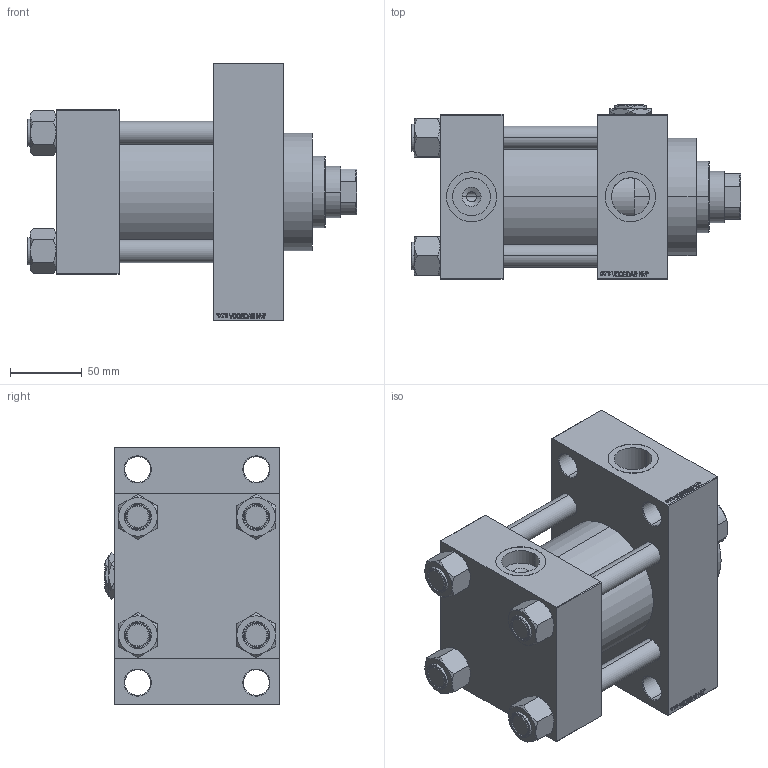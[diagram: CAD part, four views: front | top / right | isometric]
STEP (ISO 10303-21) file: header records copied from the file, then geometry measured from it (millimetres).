
FILE_DESCRIPTION (( 'STEP AP203' ), '1' );
FILE_NAME ('ca02.STEP', '2024-06-05T13:15:04', ( '' ), ( '' ), 'SwSTEP 2.0', 'SolidWorks 2019', '' );
FILE_SCHEMA (( 'CONFIG_CONTROL_DESIGN' ));
Length unit declared in the file: millimetre
Products named in the file (7): V215CD_D_Body 99f379890b9f160039af36ead68816ba; Zatka_pro_OIL_PORT 99f379890b9f160039af36ead68816ba; V215CD_NUT_M5_D 99f379890b9f160039af36ead68816ba; ca02; V215CD_VC_A 99f379890b9f160039af36ead68816ba; V215CD_D_TYCINKA 99f379890b9f160039af36ead68816ba; V215CD_VCP_D 99f379890b9f160039af36ead68816ba
Assembly tree (12 placements, depth 2):
  ca02
    V215CD_D_Body 99f379890b9f160039af36ead68816ba
    V215CD_VC_A 99f379890b9f160039af36ead68816ba
    V215CD_VCP_D 99f379890b9f160039af36ead68816ba
    V215CD_D_TYCINKA 99f379890b9f160039af36ead68816ba  x4
    V215CD_NUT_M5_D 99f379890b9f160039af36ead68816ba  x4
    Zatka_pro_OIL_PORT 99f379890b9f160039af36ead68816ba
Bounding box: 230 x 122 x 180 mm (x, y, z)
Volume: 1969336.2 mm3; surface area: 299518.5 mm2
Topology: 12 solids, 12 shells, 1199 faces, 3017 edges, 1955 vertices
Faces by surface type: plane 569, bspline 368, cone 162, cylinder 92, torus 8
Entity records: 49463 total; most frequent: CARTESIAN_POINT 25814, ORIENTED_EDGE 5298, DIRECTION 3471, EDGE_CURVE 2649, VERTEX_POINT 1733, LINE 1561, VECTOR 1561, EDGE_LOOP 1178
